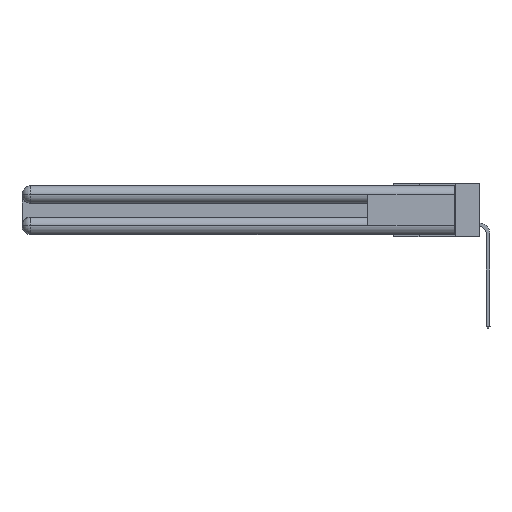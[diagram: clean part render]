
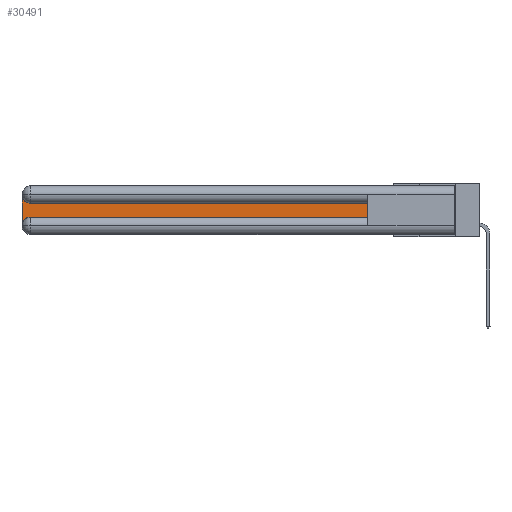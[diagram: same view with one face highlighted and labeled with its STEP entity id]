
A CAD part, left-side view. The second image highlights one B-rep face of the part: STEP entity #30491.
In plain terms, the highlighted planar face has unit normal (-1, 0, 0).
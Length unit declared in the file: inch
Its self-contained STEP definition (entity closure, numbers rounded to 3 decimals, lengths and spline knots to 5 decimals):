
#1032 = EDGE_LOOP ( 'NONE', ( #22692, #17729, #17127, #27989, #25916, #18529 ) ) ;
#2100 = LINE ( 'NONE', #4075, #22765 ) ;
#2371 = LINE ( 'NONE', #3479, #17257 ) ;
#3479 = CARTESIAN_POINT ( 'NONE',  ( 0.075, 0.6, -0.2175 ) ) ;
#4075 = CARTESIAN_POINT ( 'NONE',  ( 0.075, 0.6, -0.2175 ) ) ;
#4079 = CARTESIAN_POINT ( 'NONE',  ( 0.075, 3., -0.1225 ) ) ;
#4693 = CIRCLE ( 'NONE', #16214, 0.06 ) ;
#4940 = CARTESIAN_POINT ( 'NONE',  ( 0.075, 3., -0.2175 ) ) ;
#5201 = EDGE_CURVE ( 'NONE', #29677, #5379, #2371, .T. ) ;
#5379 = VERTEX_POINT ( 'NONE', #17620 ) ;
#7939 = EDGE_CURVE ( 'NONE', #18322, #24729, #18449, .T. ) ;
#9117 = DIRECTION ( 'NONE',  ( 0., 0., -1. ) ) ;
#9303 = PLANE ( 'NONE',  #21264 ) ;
#9865 = DIRECTION ( 'NONE',  ( 1., 0., 0. ) ) ;
#10245 = VECTOR ( 'NONE', #12194, 39.37008 ) ;
#10535 = EDGE_CURVE ( 'NONE', #22701, #29677, #4693, .T. ) ;
#11012 = DIRECTION ( 'NONE',  ( 0., 0., 1. ) ) ;
#11666 = CARTESIAN_POINT ( 'NONE',  ( 0.075, 2.94, -0.0625 ) ) ;
#12176 = CARTESIAN_POINT ( 'NONE',  ( 0.075, 0.6, -0.1225 ) ) ;
#12194 = DIRECTION ( 'NONE',  ( 0., 0., -1. ) ) ;
#12359 = CARTESIAN_POINT ( 'NONE',  ( 0.075, 3., -0.0625 ) ) ;
#12627 = DIRECTION ( 'NONE',  ( 0., 0., -1. ) ) ;
#15268 = EDGE_CURVE ( 'NONE', #24729, #21776, #21513, .T. ) ;
#16177 = FACE_OUTER_BOUND ( 'NONE', #1032, .T. ) ;
#16214 = AXIS2_PLACEMENT_3D ( 'NONE', #22449, #9865, #12627 ) ;
#16906 = AXIS2_PLACEMENT_3D ( 'NONE', #11666, #28739, #9117 ) ;
#17127 = ORIENTED_EDGE ( 'NONE', *, *, #17844, .T. ) ;
#17257 = VECTOR ( 'NONE', #22464, 39.37008 ) ;
#17348 = CARTESIAN_POINT ( 'NONE',  ( 0.075, 2.94, -0.1225 ) ) ;
#17620 = CARTESIAN_POINT ( 'NONE',  ( 0.075, 0.6, -0.2175 ) ) ;
#17729 = ORIENTED_EDGE ( 'NONE', *, *, #15268, .T. ) ;
#17844 = EDGE_CURVE ( 'NONE', #21776, #22701, #30490, .T. ) ;
#18322 = VERTEX_POINT ( 'NONE', #20342 ) ;
#18449 = LINE ( 'NONE', #12176, #29569 ) ;
#18529 = ORIENTED_EDGE ( 'NONE', *, *, #27629, .T. ) ;
#18853 = CARTESIAN_POINT ( 'NONE',  ( 0.075, 2.94, -0.2175 ) ) ;
#19616 = DIRECTION ( 'NONE',  ( 0., 1., 0. ) ) ;
#20342 = CARTESIAN_POINT ( 'NONE',  ( 0.075, 0.6, -0.1225 ) ) ;
#21134 = DIRECTION ( 'NONE',  ( 0., 0., -1. ) ) ;
#21264 = AXIS2_PLACEMENT_3D ( 'NONE', #4079, #26059, #21134 ) ;
#21513 = CIRCLE ( 'NONE', #16906, 0.06 ) ;
#21776 = VERTEX_POINT ( 'NONE', #12359 ) ;
#22449 = CARTESIAN_POINT ( 'NONE',  ( 0.075, 2.94, -0.2775 ) ) ;
#22464 = DIRECTION ( 'NONE',  ( 0., -1., 0. ) ) ;
#22692 = ORIENTED_EDGE ( 'NONE', *, *, #7939, .T. ) ;
#22701 = VERTEX_POINT ( 'NONE', #25336 ) ;
#22765 = VECTOR ( 'NONE', #11012, 39.37008 ) ;
#24729 = VERTEX_POINT ( 'NONE', #17348 ) ;
#25336 = CARTESIAN_POINT ( 'NONE',  ( 0.075, 3., -0.2775 ) ) ;
#25916 = ORIENTED_EDGE ( 'NONE', *, *, #5201, .T. ) ;
#26059 = DIRECTION ( 'NONE',  ( 1., 0., 0. ) ) ;
#27629 = EDGE_CURVE ( 'NONE', #5379, #18322, #2100, .T. ) ;
#27989 = ORIENTED_EDGE ( 'NONE', *, *, #10535, .T. ) ;
#28739 = DIRECTION ( 'NONE',  ( 1., 0., 0. ) ) ;
#29569 = VECTOR ( 'NONE', #19616, 39.37008 ) ;
#29677 = VERTEX_POINT ( 'NONE', #18853 ) ;
#30490 = LINE ( 'NONE', #4940, #10245 ) ;
#30491 = ADVANCED_FACE ( 'NONE', ( #16177 ), #9303, .F. ) ;
